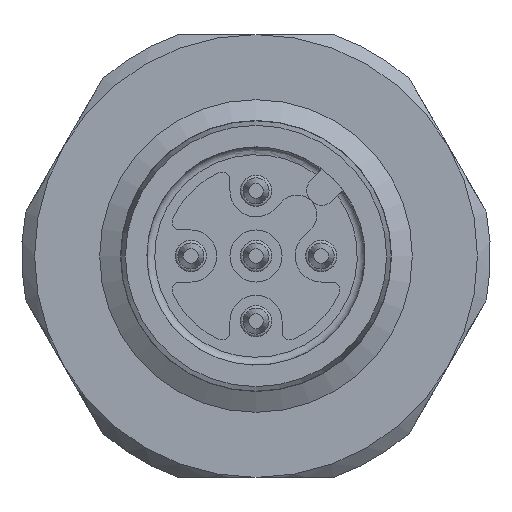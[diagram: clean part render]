
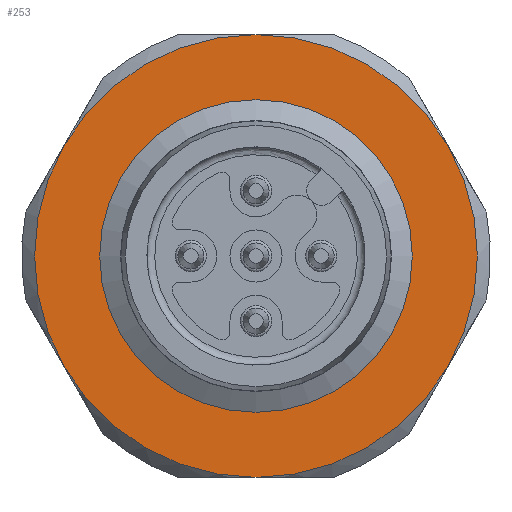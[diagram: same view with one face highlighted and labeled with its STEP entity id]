
A CAD part, left-side view. The second image highlights one B-rep face of the part: STEP entity #253.
In plain terms, the highlighted planar face has unit normal (-1, 0, 0).
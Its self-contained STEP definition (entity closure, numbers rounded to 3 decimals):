
#108=PLANE('',#2165);
#253=ADVANCED_FACE('F17',(#429,#430),#108,.T.);
#429=FACE_BOUND('',#634,.T.);
#430=FACE_BOUND('',#635,.T.);
#634=EDGE_LOOP('',(#1093,#1094,#1095,#1096,#1097,#1098));
#635=EDGE_LOOP('',(#1099));
#826=CIRCLE('',#2129,6.);
#829=CIRCLE('',#2134,8.5);
#832=CIRCLE('',#2140,8.5);
#839=CIRCLE('',#2152,8.5);
#840=CIRCLE('',#2155,8.5);
#843=CIRCLE('',#2162,8.5);
#844=CIRCLE('',#2164,8.5);
#1093=ORIENTED_EDGE('',*,*,#1744,.F.);
#1094=ORIENTED_EDGE('',*,*,#1714,.F.);
#1095=ORIENTED_EDGE('',*,*,#1705,.F.);
#1096=ORIENTED_EDGE('',*,*,#1745,.T.);
#1097=ORIENTED_EDGE('',*,*,#1731,.F.);
#1098=ORIENTED_EDGE('',*,*,#1735,.F.);
#1099=ORIENTED_EDGE('',*,*,#1699,.F.);
#1487=VERTEX_POINT('',#3157);
#1493=VERTEX_POINT('',#3172);
#1494=VERTEX_POINT('',#3174);
#1499=VERTEX_POINT('',#3197);
#1511=VERTEX_POINT('',#3233);
#1512=VERTEX_POINT('',#3237);
#1513=VERTEX_POINT('',#3248);
#1699=EDGE_CURVE('E64',#1487,#1487,#826,.T.);
#1705=EDGE_CURVE('E61',#1493,#1494,#829,.T.);
#1714=EDGE_CURVE('E60',#1494,#1499,#832,.T.);
#1731=EDGE_CURVE('E62',#1512,#1511,#839,.T.);
#1735=EDGE_CURVE('E63',#1513,#1512,#840,.T.);
#1744=EDGE_CURVE('E59',#1499,#1513,#843,.T.);
#1745=EDGE_CURVE('E56',#1493,#1511,#844,.T.);
#2129=AXIS2_PLACEMENT_3D('',#3156,#2479,#2480);
#2134=AXIS2_PLACEMENT_3D('',#3173,#2491,#2492);
#2140=AXIS2_PLACEMENT_3D('',#3196,#2506,#2507);
#2152=AXIS2_PLACEMENT_3D('',#3238,#2537,#2538);
#2155=AXIS2_PLACEMENT_3D('',#3249,#2544,#2545);
#2162=AXIS2_PLACEMENT_3D('',#3270,#2562,#2563);
#2164=AXIS2_PLACEMENT_3D('',#3272,#2566,#2567);
#2165=AXIS2_PLACEMENT_3D('',#3273,#2568,#2569);
#2479=DIRECTION('',(-1.,0.,0.));
#2480=DIRECTION('',(0.,0.,1.));
#2491=DIRECTION('',(1.,0.,0.));
#2492=DIRECTION('',(0.,0.,-1.));
#2506=DIRECTION('',(1.,0.,0.));
#2507=DIRECTION('',(0.,0.,-1.));
#2537=DIRECTION('',(1.,0.,0.));
#2538=DIRECTION('',(0.,0.,-1.));
#2544=DIRECTION('',(1.,0.,0.));
#2545=DIRECTION('',(0.,0.,-1.));
#2562=DIRECTION('',(1.,0.,0.));
#2563=DIRECTION('',(0.,0.,-1.));
#2566=DIRECTION('',(-1.,0.,0.));
#2567=DIRECTION('',(0.,-1.,0.));
#2568=DIRECTION('',(-1.,0.,0.));
#2569=DIRECTION('',(0.,-0.5,0.866));
#3156=CARTESIAN_POINT('',(59.95,50.,0.));
#3157=CARTESIAN_POINT('',(59.95,50.,6.));
#3172=CARTESIAN_POINT('',(59.95,42.639,-4.25));
#3173=CARTESIAN_POINT('',(59.95,50.,0.));
#3174=CARTESIAN_POINT('',(59.95,50.,-8.5));
#3196=CARTESIAN_POINT('',(59.95,50.,0.));
#3197=CARTESIAN_POINT('',(59.95,57.361,-4.25));
#3233=CARTESIAN_POINT('',(59.95,42.639,4.25));
#3237=CARTESIAN_POINT('',(59.95,50.,8.5));
#3238=CARTESIAN_POINT('',(59.95,50.,0.));
#3248=CARTESIAN_POINT('',(59.95,57.361,4.25));
#3249=CARTESIAN_POINT('',(59.95,50.,0.));
#3270=CARTESIAN_POINT('',(59.95,50.,0.));
#3272=CARTESIAN_POINT('',(59.95,50.,0.));
#3273=CARTESIAN_POINT('',(59.95,46.578,-12.772));
